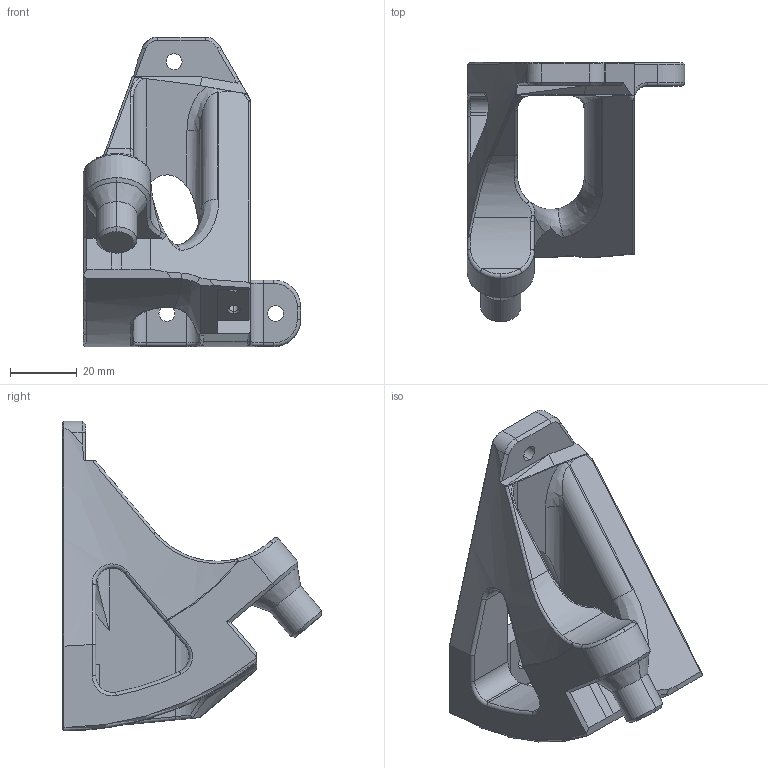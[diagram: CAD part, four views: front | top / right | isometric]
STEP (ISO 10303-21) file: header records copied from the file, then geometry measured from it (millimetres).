
FILE_DESCRIPTION (( 'STEP AP203' ), '1' );
FILE_NAME ('04_rollmount left_40°_v6_2020base.STEP', '2021-08-15T16:54:13', ( '' ), ( '' ), 'SwSTEP 2.0', 'SolidWorks 2020', '' );
FILE_SCHEMA (( 'CONFIG_CONTROL_DESIGN' ));
Length unit declared in the file: millimetre
Products named in the file (1): 04_rollmount left_40起v6_2020base
Bounding box: 65 x 77.61 x 92.7 mm (x, y, z)
Volume: 93835.4 mm3; surface area: 23524.9 mm2
Topology: 1 solids, 1 shells, 187 faces, 477 edges, 289 vertices
Faces by surface type: plane 63, cylinder 49, bspline 35, cone 22, torus 17, sphere 1
Entity records: 8352 total; most frequent: CARTESIAN_POINT 4046, ORIENTED_EDGE 948, DIRECTION 806, EDGE_CURVE 474, AXIS2_PLACEMENT_3D 301, VERTEX_POINT 289, LINE 204, VECTOR 204
